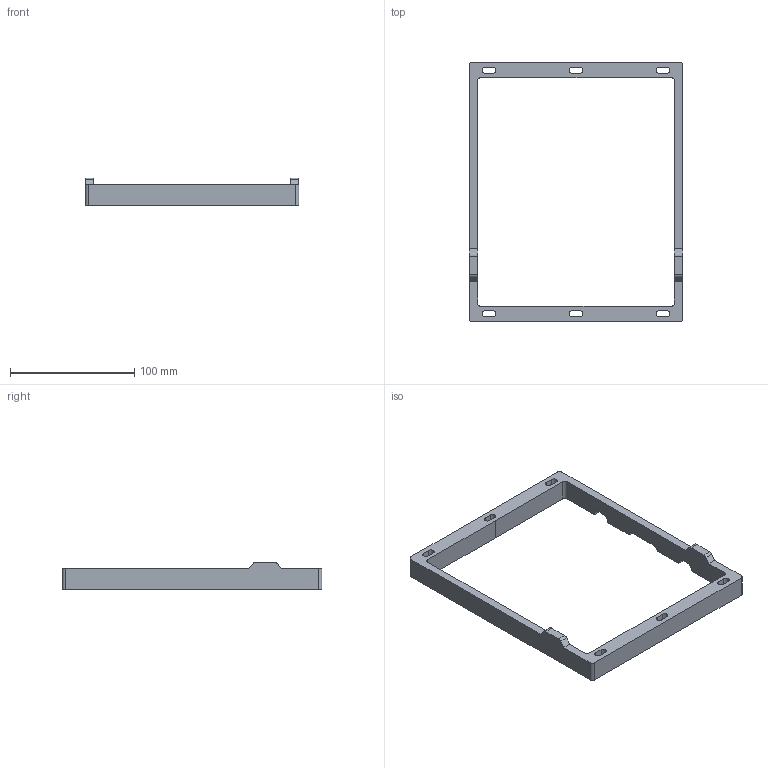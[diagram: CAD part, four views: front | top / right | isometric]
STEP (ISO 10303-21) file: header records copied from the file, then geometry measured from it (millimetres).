
FILE_DESCRIPTION(/* description */ (''),/* implementation_level */ '2;1');
FILE_NAME(/* name */ 'Kaly-Gasket_Front.step',/* time_stamp */ '2020-09-13T11:02:47-07:00',/* author */ (''),/* organization */ (''),/* preprocessor_version */ 'ST-DEVELOPER v18.1',/* originating_system */ 'Autodesk Translation Framework v9.3.0.1241',/* authorisation */ '');
FILE_SCHEMA (('AUTOMOTIVE_DESIGN { 1 0 10303 214 3 1 1 }'));
Length unit declared in the file: millimetre
Products named in the file (1): LoveDick_Gasket_17mm_Fuckin_HUGE_FRONT
Bounding box: 172 x 209 x 22.5 mm (x, y, z)
Volume: 109903.2 mm3; surface area: 40381.9 mm2
Topology: 1 solids, 1 shells, 66 faces, 198 edges, 132 vertices
Faces by surface type: plane 36, cylinder 30
Entity records: 2303 total; most frequent: CARTESIAN_POINT 397, ORIENTED_EDGE 396, DIRECTION 392, EDGE_CURVE 198, LINE 138, VECTOR 138, VERTEX_POINT 132, AXIS2_PLACEMENT_3D 127
